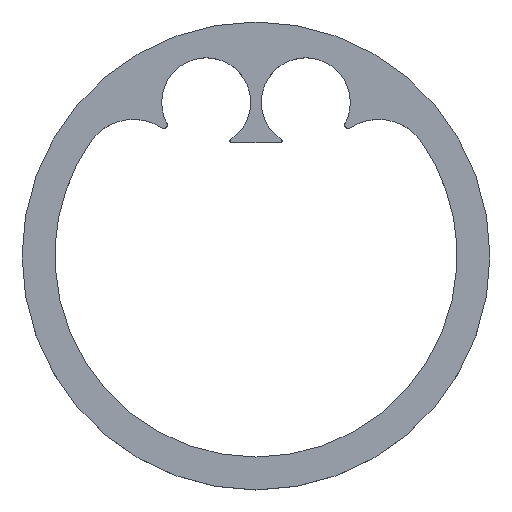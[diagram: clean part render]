
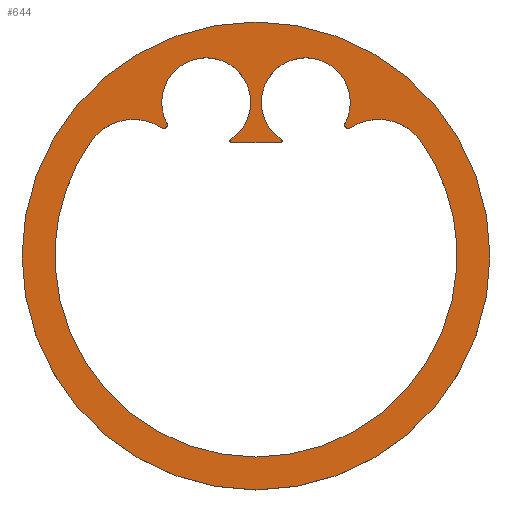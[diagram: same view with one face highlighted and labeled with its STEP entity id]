
A CAD part, top view. The second image highlights one B-rep face of the part: STEP entity #644.
In plain terms, the highlighted planar face has unit normal (0, 0, 1).
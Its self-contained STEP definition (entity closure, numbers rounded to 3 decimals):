
#62=CARTESIAN_POINT('Vertex',(17.018,0.,3.175)) ;
#76=CARTESIAN_POINT('Vertex',(-17.018,0.,3.175)) ;
#79=CARTESIAN_POINT('Axis2P3D Location',(0.,0.,3.175)) ;
#96=CARTESIAN_POINT('Axis2P3D Location',(0.,0.,3.175)) ;
#113=CARTESIAN_POINT('Line Origine',(14.605,0.,3.175)) ;
#117=CARTESIAN_POINT('Vertex',(14.605,-0.81,3.175)) ;
#119=CARTESIAN_POINT('Vertex',(14.605,0.81,3.175)) ;
#153=CARTESIAN_POINT('Axis2P3D Location',(0.,0.,3.175)) ;
#157=CARTESIAN_POINT('Vertex',(0.,-14.627,3.175)) ;
#179=CARTESIAN_POINT('Axis2P3D Location',(0.,0.,3.175)) ;
#183=CARTESIAN_POINT('Vertex',(-14.605,-0.81,3.175)) ;
#210=CARTESIAN_POINT('Line Origine',(-14.605,0.,3.175)) ;
#214=CARTESIAN_POINT('Vertex',(-14.605,0.81,3.175)) ;
#241=CARTESIAN_POINT('Axis2P3D Location',(0.,0.,3.175)) ;
#245=CARTESIAN_POINT('Vertex',(-12.057,8.282,3.175)) ;
#272=CARTESIAN_POINT('Axis2P3D Location',(-8.917,6.125,3.175)) ;
#276=CARTESIAN_POINT('Vertex',(-6.839,9.318,3.175)) ;
#303=CARTESIAN_POINT('Axis2P3D Location',(-6.7,9.531,3.175)) ;
#307=CARTESIAN_POINT('Vertex',(-6.476,9.651,3.175)) ;
#334=CARTESIAN_POINT('Axis2P3D Location',(-3.62,11.176,3.175)) ;
#338=CARTESIAN_POINT('Vertex',(-1.847,8.465,3.175)) ;
#365=CARTESIAN_POINT('Axis2P3D Location',(-1.778,8.359,3.175)) ;
#369=CARTESIAN_POINT('Vertex',(-1.778,8.232,3.175)) ;
#396=CARTESIAN_POINT('Line Origine',(-0.889,8.232,3.175)) ;
#400=CARTESIAN_POINT('Vertex',(0.,8.232,3.175)) ;
#422=CARTESIAN_POINT('Line Origine',(0.889,8.232,3.175)) ;
#426=CARTESIAN_POINT('Vertex',(1.778,8.232,3.175)) ;
#453=CARTESIAN_POINT('Axis2P3D Location',(1.778,8.359,3.175)) ;
#457=CARTESIAN_POINT('Vertex',(1.847,8.465,3.175)) ;
#484=CARTESIAN_POINT('Axis2P3D Location',(3.62,11.176,3.175)) ;
#488=CARTESIAN_POINT('Vertex',(6.476,9.651,3.175)) ;
#515=CARTESIAN_POINT('Axis2P3D Location',(6.7,9.531,3.175)) ;
#519=CARTESIAN_POINT('Vertex',(6.839,9.318,3.175)) ;
#546=CARTESIAN_POINT('Axis2P3D Location',(8.917,6.125,3.175)) ;
#550=CARTESIAN_POINT('Vertex',(12.057,8.282,3.175)) ;
#572=CARTESIAN_POINT('Axis2P3D Location',(0.,0.,3.175)) ;
#617=CARTESIAN_POINT('Axis2P3D Location',(0.,0.,3.175)) ;
#80=DIRECTION('Axis2P3D Direction',(0.,0.,1.)) ;
#97=DIRECTION('Axis2P3D Direction',(0.,0.,1.)) ;
#114=DIRECTION('Vector Direction',(0.,-1.,0.)) ;
#154=DIRECTION('Axis2P3D Direction',(0.,0.,1.)) ;
#180=DIRECTION('Axis2P3D Direction',(0.,0.,1.)) ;
#211=DIRECTION('Vector Direction',(0.,1.,0.)) ;
#242=DIRECTION('Axis2P3D Direction',(0.,0.,1.)) ;
#273=DIRECTION('Axis2P3D Direction',(0.,0.,1.)) ;
#304=DIRECTION('Axis2P3D Direction',(0.,0.,1.)) ;
#335=DIRECTION('Axis2P3D Direction',(0.,0.,1.)) ;
#366=DIRECTION('Axis2P3D Direction',(0.,0.,1.)) ;
#397=DIRECTION('Vector Direction',(1.,0.,0.)) ;
#423=DIRECTION('Vector Direction',(-1.,0.,0.)) ;
#454=DIRECTION('Axis2P3D Direction',(0.,0.,1.)) ;
#485=DIRECTION('Axis2P3D Direction',(0.,0.,1.)) ;
#516=DIRECTION('Axis2P3D Direction',(0.,0.,1.)) ;
#547=DIRECTION('Axis2P3D Direction',(0.,0.,1.)) ;
#573=DIRECTION('Axis2P3D Direction',(0.,0.,1.)) ;
#618=DIRECTION('Axis2P3D Direction',(0.,0.,1.)) ;
#619=DIRECTION('Axis2P3D XDirection',(1.,0.,0.)) ;
#81=AXIS2_PLACEMENT_3D('Circle Axis2P3D',#79,#80,$) ;
#98=AXIS2_PLACEMENT_3D('Circle Axis2P3D',#96,#97,$) ;
#155=AXIS2_PLACEMENT_3D('Circle Axis2P3D',#153,#154,$) ;
#181=AXIS2_PLACEMENT_3D('Circle Axis2P3D',#179,#180,$) ;
#243=AXIS2_PLACEMENT_3D('Circle Axis2P3D',#241,#242,$) ;
#274=AXIS2_PLACEMENT_3D('Circle Axis2P3D',#272,#273,$) ;
#305=AXIS2_PLACEMENT_3D('Circle Axis2P3D',#303,#304,$) ;
#336=AXIS2_PLACEMENT_3D('Circle Axis2P3D',#334,#335,$) ;
#367=AXIS2_PLACEMENT_3D('Circle Axis2P3D',#365,#366,$) ;
#455=AXIS2_PLACEMENT_3D('Circle Axis2P3D',#453,#454,$) ;
#486=AXIS2_PLACEMENT_3D('Circle Axis2P3D',#484,#485,$) ;
#517=AXIS2_PLACEMENT_3D('Circle Axis2P3D',#515,#516,$) ;
#548=AXIS2_PLACEMENT_3D('Circle Axis2P3D',#546,#547,$) ;
#574=AXIS2_PLACEMENT_3D('Circle Axis2P3D',#572,#573,$) ;
#620=AXIS2_PLACEMENT_3D('Plane Axis2P3D',#617,#618,#619) ;
#623=ORIENTED_EDGE('',*,*,#83,.T.) ;
#624=ORIENTED_EDGE('',*,*,#100,.T.) ;
#627=ORIENTED_EDGE('',*,*,#121,.F.) ;
#628=ORIENTED_EDGE('',*,*,#159,.F.) ;
#629=ORIENTED_EDGE('',*,*,#185,.F.) ;
#630=ORIENTED_EDGE('',*,*,#216,.F.) ;
#631=ORIENTED_EDGE('',*,*,#247,.F.) ;
#632=ORIENTED_EDGE('',*,*,#278,.F.) ;
#633=ORIENTED_EDGE('',*,*,#309,.F.) ;
#634=ORIENTED_EDGE('',*,*,#340,.F.) ;
#635=ORIENTED_EDGE('',*,*,#371,.F.) ;
#636=ORIENTED_EDGE('',*,*,#402,.F.) ;
#637=ORIENTED_EDGE('',*,*,#428,.F.) ;
#638=ORIENTED_EDGE('',*,*,#459,.F.) ;
#639=ORIENTED_EDGE('',*,*,#490,.F.) ;
#640=ORIENTED_EDGE('',*,*,#521,.F.) ;
#641=ORIENTED_EDGE('',*,*,#552,.F.) ;
#642=ORIENTED_EDGE('',*,*,#576,.F.) ;
#643=FACE_BOUND('',#626,.T.) ;
#115=VECTOR('Line Direction',#114,1.) ;
#212=VECTOR('Line Direction',#211,1.) ;
#398=VECTOR('Line Direction',#397,1.) ;
#424=VECTOR('Line Direction',#423,1.) ;
#644=ADVANCED_FACE('PartBody',(#625,#643),#621,.T.) ;
#82=CIRCLE('generated circle',#81,17.018) ;
#99=CIRCLE('generated circle',#98,17.018) ;
#156=CIRCLE('generated circle',#155,14.627) ;
#182=CIRCLE('generated circle',#181,14.627) ;
#244=CIRCLE('generated circle',#243,14.627) ;
#275=CIRCLE('generated circle',#274,3.81) ;
#306=CIRCLE('generated circle',#305,0.254) ;
#337=CIRCLE('generated circle',#336,3.239) ;
#368=CIRCLE('generated circle',#367,0.127) ;
#456=CIRCLE('generated circle',#455,0.127) ;
#487=CIRCLE('generated circle',#486,3.239) ;
#518=CIRCLE('generated circle',#517,0.254) ;
#549=CIRCLE('generated circle',#548,3.81) ;
#575=CIRCLE('generated circle',#574,14.627) ;
#83=EDGE_CURVE('',#63,#77,#82,.T.) ;
#100=EDGE_CURVE('',#77,#63,#99,.T.) ;
#121=EDGE_CURVE('',#118,#120,#116,.F.) ;
#159=EDGE_CURVE('',#158,#118,#156,.T.) ;
#185=EDGE_CURVE('',#184,#158,#182,.T.) ;
#216=EDGE_CURVE('',#215,#184,#213,.F.) ;
#247=EDGE_CURVE('',#246,#215,#244,.T.) ;
#278=EDGE_CURVE('',#277,#246,#275,.T.) ;
#309=EDGE_CURVE('',#308,#277,#306,.F.) ;
#340=EDGE_CURVE('',#339,#308,#337,.T.) ;
#371=EDGE_CURVE('',#370,#339,#368,.F.) ;
#402=EDGE_CURVE('',#401,#370,#399,.F.) ;
#428=EDGE_CURVE('',#427,#401,#425,.T.) ;
#459=EDGE_CURVE('',#458,#427,#456,.F.) ;
#490=EDGE_CURVE('',#489,#458,#487,.T.) ;
#521=EDGE_CURVE('',#520,#489,#518,.F.) ;
#552=EDGE_CURVE('',#551,#520,#549,.T.) ;
#576=EDGE_CURVE('',#120,#551,#575,.T.) ;
#622=EDGE_LOOP('',(#623,#624)) ;
#626=EDGE_LOOP('',(#627,#628,#629,#630,#631,#632,#633,#634,#635,#636,#637,#638,#639,#640,#641,#642)) ;
#625=FACE_OUTER_BOUND('',#622,.T.) ;
#116=LINE('Line',#113,#115) ;
#213=LINE('Line',#210,#212) ;
#399=LINE('Line',#396,#398) ;
#425=LINE('Line',#422,#424) ;
#621=PLANE('',#620) ;
#63=VERTEX_POINT('',#62) ;
#77=VERTEX_POINT('',#76) ;
#118=VERTEX_POINT('',#117) ;
#120=VERTEX_POINT('',#119) ;
#158=VERTEX_POINT('',#157) ;
#184=VERTEX_POINT('',#183) ;
#215=VERTEX_POINT('',#214) ;
#246=VERTEX_POINT('',#245) ;
#277=VERTEX_POINT('',#276) ;
#308=VERTEX_POINT('',#307) ;
#339=VERTEX_POINT('',#338) ;
#370=VERTEX_POINT('',#369) ;
#401=VERTEX_POINT('',#400) ;
#427=VERTEX_POINT('',#426) ;
#458=VERTEX_POINT('',#457) ;
#489=VERTEX_POINT('',#488) ;
#520=VERTEX_POINT('',#519) ;
#551=VERTEX_POINT('',#550) ;
